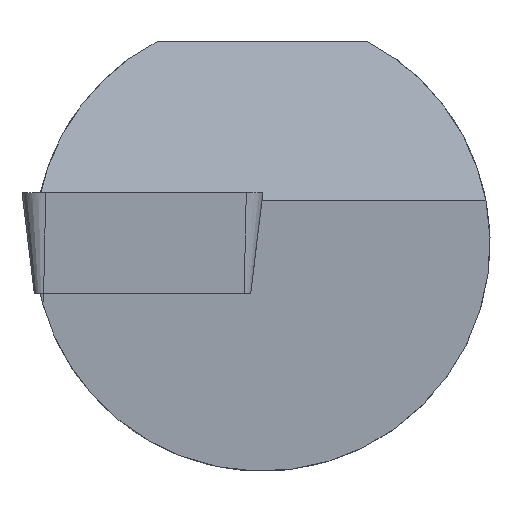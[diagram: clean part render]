
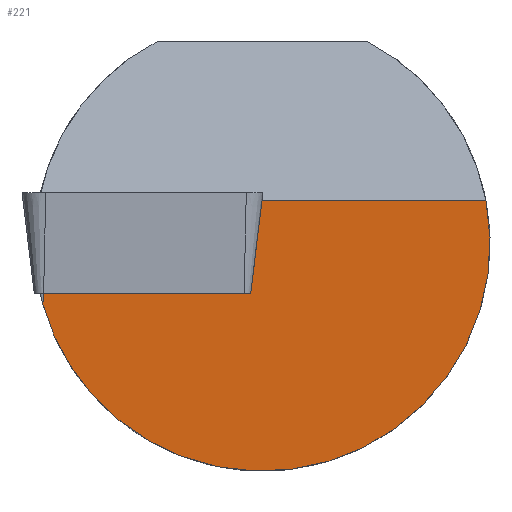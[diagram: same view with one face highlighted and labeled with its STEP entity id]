
A CAD part, left-side view. The second image highlights one B-rep face of the part: STEP entity #221.
In plain terms, the highlighted planar face has unit normal (-0.978, -0.172, -0.122).
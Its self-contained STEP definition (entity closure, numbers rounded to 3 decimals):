
#195=ELLIPSE('',#548,9.207,9.);
#204=PLANE('',#554);
#221=ADVANCED_FACE('',(#246),#204,.F.);
#246=FACE_OUTER_BOUND('',#268,.T.);
#268=EDGE_LOOP('',(#380,#381,#382,#383,#384));
#282=LINE('',#691,#314);
#290=LINE('',#736,#322);
#293=LINE('',#741,#325);
#294=LINE('',#743,#326);
#314=VECTOR('',#580,1.);
#322=VECTOR('',#610,1.);
#325=VECTOR('',#617,1.);
#326=VECTOR('',#618,1.);
#380=ORIENTED_EDGE('',*,*,#499,.F.);
#381=ORIENTED_EDGE('',*,*,#481,.F.);
#382=ORIENTED_EDGE('',*,*,#491,.F.);
#383=ORIENTED_EDGE('',*,*,#496,.F.);
#384=ORIENTED_EDGE('',*,*,#500,.T.);
#447=VERTEX_POINT('',#685);
#448=VERTEX_POINT('',#690);
#457=VERTEX_POINT('',#725);
#459=VERTEX_POINT('',#734);
#461=VERTEX_POINT('',#742);
#481=EDGE_CURVE('',#448,#447,#282,.T.);
#491=EDGE_CURVE('',#457,#448,#195,.T.);
#496=EDGE_CURVE('',#459,#457,#290,.T.);
#499=EDGE_CURVE('',#447,#461,#293,.T.);
#500=EDGE_CURVE('',#459,#461,#294,.T.);
#548=AXIS2_PLACEMENT_3D('',#726,#599,#600);
#554=AXIS2_PLACEMENT_3D('',#744,#619,#620);
#580=DIRECTION('',(-0.12,-0.021,0.993));
#599=DIRECTION('',(0.977,0.172,0.122));
#600=DIRECTION('',(-0.211,0.798,0.564));
#610=DIRECTION('',(0.174,-0.985,0.));
#617=DIRECTION('',(0.174,-0.985,0.));
#618=DIRECTION('',(0.102,0.121,-0.987));
#619=DIRECTION('',(0.977,0.172,0.122));
#620=DIRECTION('',(0.174,-0.985,0.));
#685=CARTESIAN_POINT('',(0.591,8.663,-1.97));
#690=CARTESIAN_POINT('',(0.643,8.672,-2.406));
#691=CARTESIAN_POINT('',(0.591,8.663,-1.97));
#725=CARTESIAN_POINT('',(3.219,-8.838,1.7));
#726=CARTESIAN_POINT('',(1.873,0.,0.));
#734=CARTESIAN_POINT('',(1.659,0.012,1.7));
#736=CARTESIAN_POINT('',(23.003,-121.041,1.7));
#741=CARTESIAN_POINT('',(3.793,-9.5,-1.97));
#742=CARTESIAN_POINT('',(2.037,0.462,-1.97));
#743=CARTESIAN_POINT('',(1.932,0.338,-0.954));
#744=CARTESIAN_POINT('',(3.793,-9.5,-1.97));
